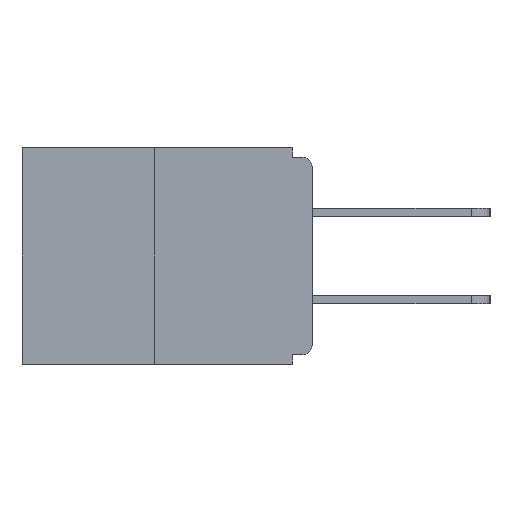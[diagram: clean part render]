
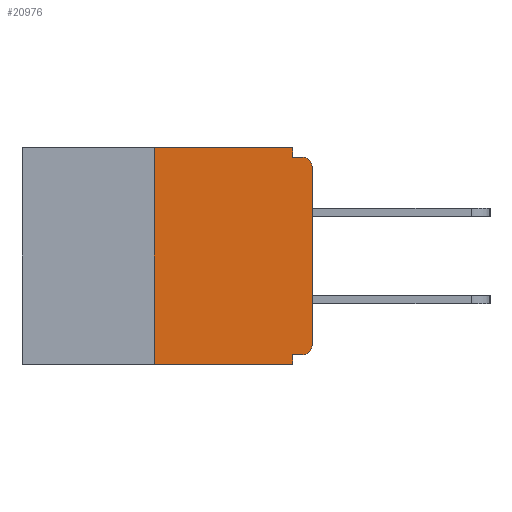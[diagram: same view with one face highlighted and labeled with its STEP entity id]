
A CAD part, left-side view. The second image highlights one B-rep face of the part: STEP entity #20976.
In plain terms, the highlighted planar face has unit normal (-1, 0, 0).
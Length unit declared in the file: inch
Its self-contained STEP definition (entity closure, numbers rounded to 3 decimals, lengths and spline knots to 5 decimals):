
#43 = VERTEX_POINT ( 'NONE', #16254 ) ;
#50 = LINE ( 'NONE', #24148, #15366 ) ;
#414 = EDGE_CURVE ( 'NONE', #12525, #6532, #24492, .T. ) ;
#645 = CIRCLE ( 'NONE', #16449, 0.015 ) ;
#814 = DIRECTION ( 'NONE',  ( 0., 0., 1. ) ) ;
#832 = CARTESIAN_POINT ( 'NONE',  ( 0., 0.015, -0.015 ) ) ;
#1270 = VECTOR ( 'NONE', #814, 39.37008 ) ;
#1619 = CARTESIAN_POINT ( 'NONE',  ( 0., 0., -0.03 ) ) ;
#2760 = LINE ( 'NONE', #3033, #1270 ) ;
#3033 = CARTESIAN_POINT ( 'NONE',  ( 0., 0., 0. ) ) ;
#3086 = ORIENTED_EDGE ( 'NONE', *, *, #13331, .F. ) ;
#3112 = DIRECTION ( 'NONE',  ( 0., 0., -1. ) ) ;
#3118 = VECTOR ( 'NONE', #6586, 39.37008 ) ;
#3675 = AXIS2_PLACEMENT_3D ( 'NONE', #23600, #15766, #3872 ) ;
#3872 = DIRECTION ( 'NONE',  ( 0., 0., -1. ) ) ;
#4266 = CARTESIAN_POINT ( 'NONE',  ( 0., 0.25, 0. ) ) ;
#4625 = CARTESIAN_POINT ( 'NONE',  ( 0., 0., -0.313 ) ) ;
#5300 = EDGE_CURVE ( 'NONE', #21268, #15241, #19360, .T. ) ;
#5346 = CIRCLE ( 'NONE', #19945, 0.015 ) ;
#5884 = ORIENTED_EDGE ( 'NONE', *, *, #21791, .T. ) ;
#6145 = VERTEX_POINT ( 'NONE', #9412 ) ;
#6205 = DIRECTION ( 'NONE',  ( 0., -1., 0. ) ) ;
#6532 = VERTEX_POINT ( 'NONE', #4266 ) ;
#6586 = DIRECTION ( 'NONE',  ( 0., 0., 1. ) ) ;
#6825 = ORIENTED_EDGE ( 'NONE', *, *, #17777, .T. ) ;
#7429 = ORIENTED_EDGE ( 'NONE', *, *, #414, .F. ) ;
#8751 = LINE ( 'NONE', #16688, #19315 ) ;
#8956 = CARTESIAN_POINT ( 'NONE',  ( 0., 0.031, 0. ) ) ;
#9398 = LINE ( 'NONE', #10954, #18210 ) ;
#9412 = CARTESIAN_POINT ( 'NONE',  ( 0., 0.015, -0.328 ) ) ;
#9712 = VECTOR ( 'NONE', #3112, 39.37008 ) ;
#10345 = EDGE_CURVE ( 'NONE', #11891, #17091, #2760, .T. ) ;
#10711 = ORIENTED_EDGE ( 'NONE', *, *, #20333, .F. ) ;
#10828 = ORIENTED_EDGE ( 'NONE', *, *, #21386, .F. ) ;
#10954 = CARTESIAN_POINT ( 'NONE',  ( 0., 0.031, -0.343 ) ) ;
#11291 = CARTESIAN_POINT ( 'NONE',  ( 0., 0., -0.015 ) ) ;
#11366 = VECTOR ( 'NONE', #20757, 39.37008 ) ;
#11849 = EDGE_CURVE ( 'NONE', #6532, #20700, #24353, .T. ) ;
#11891 = VERTEX_POINT ( 'NONE', #4625 ) ;
#12003 = ORIENTED_EDGE ( 'NONE', *, *, #11849, .F. ) ;
#12237 = CARTESIAN_POINT ( 'NONE',  ( 0., 0.031, 0. ) ) ;
#12525 = VERTEX_POINT ( 'NONE', #17014 ) ;
#13331 = EDGE_CURVE ( 'NONE', #20700, #21268, #16784, .T. ) ;
#13623 = ORIENTED_EDGE ( 'NONE', *, *, #5300, .F. ) ;
#15241 = VERTEX_POINT ( 'NONE', #832 ) ;
#15366 = VECTOR ( 'NONE', #15822, 39.37008 ) ;
#15744 = EDGE_CURVE ( 'NONE', #12525, #19692, #8751, .T. ) ;
#15766 = DIRECTION ( 'NONE',  ( 1., 0., 0. ) ) ;
#15822 = DIRECTION ( 'NONE',  ( 0., 1., 0. ) ) ;
#16155 = CARTESIAN_POINT ( 'NONE',  ( 0., 0.015, -0.313 ) ) ;
#16254 = CARTESIAN_POINT ( 'NONE',  ( 0., 0.031, -0.328 ) ) ;
#16449 = AXIS2_PLACEMENT_3D ( 'NONE', #23564, #21454, #17563 ) ;
#16515 = CARTESIAN_POINT ( 'NONE',  ( 0., 0.46, 0. ) ) ;
#16654 = CARTESIAN_POINT ( 'NONE',  ( 0., 0.25, 0. ) ) ;
#16688 = CARTESIAN_POINT ( 'NONE',  ( 0., 0.46, -0.343 ) ) ;
#16784 = LINE ( 'NONE', #8956, #9712 ) ;
#17014 = CARTESIAN_POINT ( 'NONE',  ( 0., 0.25, -0.343 ) ) ;
#17077 = ORIENTED_EDGE ( 'NONE', *, *, #15744, .T. ) ;
#17091 = VERTEX_POINT ( 'NONE', #1619 ) ;
#17563 = DIRECTION ( 'NONE',  ( 0., 0., -1. ) ) ;
#17777 = EDGE_CURVE ( 'NONE', #17091, #15241, #645, .T. ) ;
#17873 = DIRECTION ( 'NONE',  ( -1., 0., 0. ) ) ;
#18210 = VECTOR ( 'NONE', #24915, 39.37008 ) ;
#18620 = ORIENTED_EDGE ( 'NONE', *, *, #10345, .T. ) ;
#19315 = VECTOR ( 'NONE', #22694, 39.37008 ) ;
#19360 = LINE ( 'NONE', #11291, #11366 ) ;
#19486 = CARTESIAN_POINT ( 'NONE',  ( 0., 0.031, -0.015 ) ) ;
#19692 = VERTEX_POINT ( 'NONE', #24042 ) ;
#19945 = AXIS2_PLACEMENT_3D ( 'NONE', #16155, #17873, #21879 ) ;
#20333 = EDGE_CURVE ( 'NONE', #43, #19692, #9398, .T. ) ;
#20700 = VERTEX_POINT ( 'NONE', #12237 ) ;
#20757 = DIRECTION ( 'NONE',  ( 0., -1., 0. ) ) ;
#20856 = VECTOR ( 'NONE', #6205, 39.37008 ) ;
#20976 = ADVANCED_FACE ( 'NONE', ( #21732 ), #25556, .F. ) ;
#21268 = VERTEX_POINT ( 'NONE', #19486 ) ;
#21386 = EDGE_CURVE ( 'NONE', #6145, #43, #50, .T. ) ;
#21454 = DIRECTION ( 'NONE',  ( -1., 0., 0. ) ) ;
#21732 = FACE_OUTER_BOUND ( 'NONE', #23311, .T. ) ;
#21791 = EDGE_CURVE ( 'NONE', #6145, #11891, #5346, .T. ) ;
#21879 = DIRECTION ( 'NONE',  ( 0., 0., -1. ) ) ;
#22694 = DIRECTION ( 'NONE',  ( 0., -1., 0. ) ) ;
#23311 = EDGE_LOOP ( 'NONE', ( #12003, #7429, #17077, #10711, #10828, #5884, #18620, #6825, #13623, #3086 ) ) ;
#23564 = CARTESIAN_POINT ( 'NONE',  ( 0., 0.015, -0.03 ) ) ;
#23600 = CARTESIAN_POINT ( 'NONE',  ( 0., 0.46, 0. ) ) ;
#24042 = CARTESIAN_POINT ( 'NONE',  ( 0., 0.031, -0.343 ) ) ;
#24148 = CARTESIAN_POINT ( 'NONE',  ( 0., 0., -0.328 ) ) ;
#24353 = LINE ( 'NONE', #16515, #20856 ) ;
#24492 = LINE ( 'NONE', #16654, #3118 ) ;
#24915 = DIRECTION ( 'NONE',  ( 0., 0., -1. ) ) ;
#25556 = PLANE ( 'NONE',  #3675 ) ;
